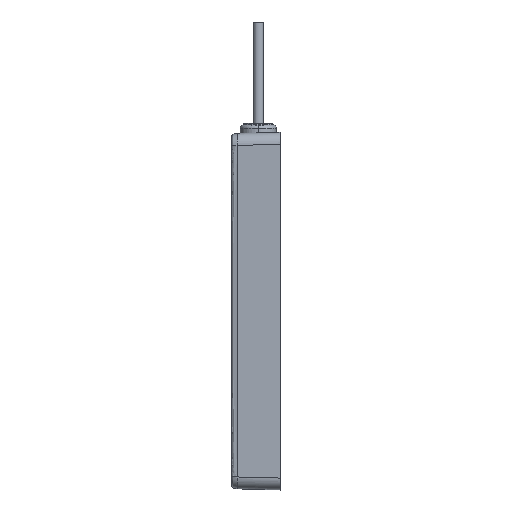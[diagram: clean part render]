
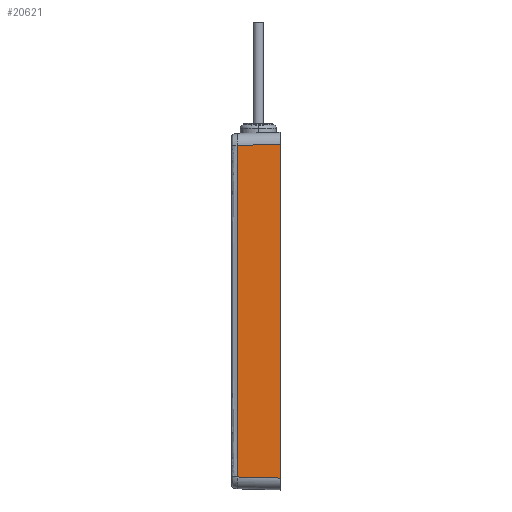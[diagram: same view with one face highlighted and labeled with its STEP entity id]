
A CAD part, left-side view. The second image highlights one B-rep face of the part: STEP entity #20621.
In plain terms, the highlighted planar face has unit normal (-1, 0.026, 0).
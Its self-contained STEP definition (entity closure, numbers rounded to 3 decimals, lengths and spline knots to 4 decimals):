
#99=CARTESIAN_POINT('',(-3.5453,0.,-3.4711));
#113=DIRECTION('',(0.,0.,-1.));
#114=VECTOR('',#113,6.9423);
#115=CARTESIAN_POINT('',(-3.5453,0.,3.4711));
#116=LINE('',#115,#114);
#129=CARTESIAN_POINT('',(-3.5453,0.,3.4711));
#691=CARTESIAN_POINT('',(-3.5218,0.8977,3.4476));
#1024=DIRECTION('',(0.,0.,1.));
#1025=VECTOR('',#1024,6.8953);
#1026=CARTESIAN_POINT('',(-3.5218,0.8977,
-3.4476));
#1027=LINE('',#1026,#1025);
#1028=DIRECTION('',(-0.026,-0.999,0.026));
#1029=VECTOR('',#1028,0.8983);
#1030=CARTESIAN_POINT('',(-3.5218,0.8977,
3.4476));
#1031=LINE('',#1030,#1029);
#1032=DIRECTION('',(-0.026,-0.999,-0.026));
#1033=VECTOR('',#1032,0.8983);
#1034=CARTESIAN_POINT('',(-3.5218,0.8977,
-3.4476));
#1035=LINE('',#1034,#1033);
#18393=VERTEX_POINT('',#129);
#18394=VERTEX_POINT('',#99);
#18417=VERTEX_POINT('',#691);
#18420=CARTESIAN_POINT('',(-3.5218,0.8977,
-3.4476));
#18421=VERTEX_POINT('',#18420);
#20609=CARTESIAN_POINT('',(-3.5453,0.,-3.7693));
#20610=DIRECTION('',(-1.,0.026,0.));
#20611=DIRECTION('',(0.,0.,-1.));
#20612=AXIS2_PLACEMENT_3D('',#20609,#20610,#20611);
#20613=PLANE('',#20612);
#20614=ORIENTED_EDGE('',*,*,#20603,.T.);
#20615=ORIENTED_EDGE('',*,*,#20156,.T.);
#20616=ORIENTED_EDGE('',*,*,#19786,.T.);
#20618=ORIENTED_EDGE('',*,*,#20617,.F.);
#20619=EDGE_LOOP('',(#20614,#20615,#20616,#20618));
#20620=FACE_OUTER_BOUND('',#20619,.F.);
#20621=ADVANCED_FACE('',(#20620),#20613,.T.);
#19786=EDGE_CURVE('',#18393,#18394,#116,.T.);
#20156=EDGE_CURVE('',#18417,#18393,#1031,.T.);
#20603=EDGE_CURVE('',#18421,#18417,#1027,.T.);
#20617=EDGE_CURVE('',#18421,#18394,#1035,.T.);
